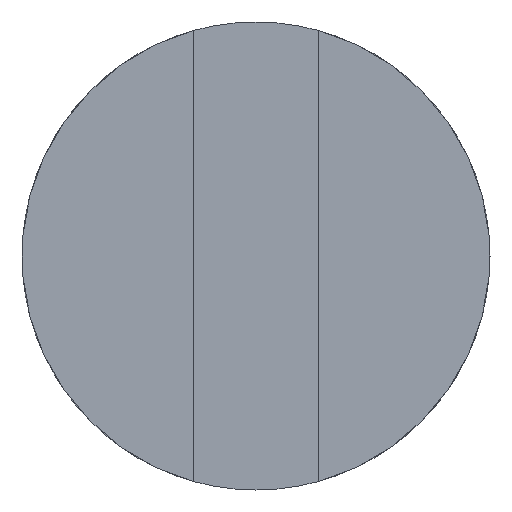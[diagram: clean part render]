
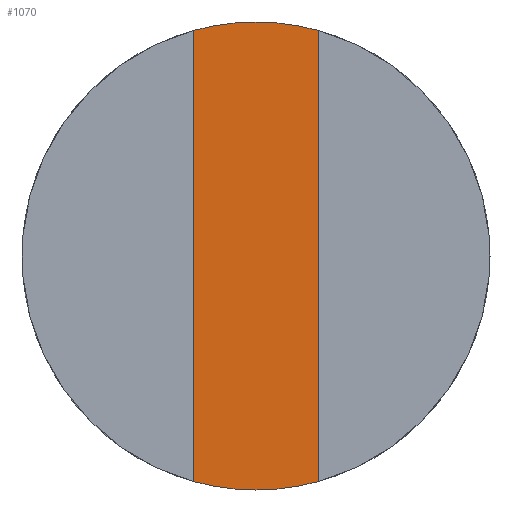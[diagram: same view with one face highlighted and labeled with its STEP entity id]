
A CAD part, left-side view. The second image highlights one B-rep face of the part: STEP entity #1070.
In plain terms, the highlighted planar face has unit normal (-1, 0, 0).
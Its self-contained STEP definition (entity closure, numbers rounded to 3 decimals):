
#4 = CIRCLE ( 'NONE', #1716, 1.505 ) ;
#148 = VECTOR ( 'NONE', #1362, 1000. ) ;
#152 = DIRECTION ( 'NONE',  ( 0., 0., 1. ) ) ;
#213 = CIRCLE ( 'NONE', #1250, 1.505 ) ;
#226 = ORIENTED_EDGE ( 'NONE', *, *, #559, .T. ) ;
#249 = AXIS2_PLACEMENT_3D ( 'NONE', #938, #775, #632 ) ;
#264 = CARTESIAN_POINT ( 'NONE',  ( 1.1, 0., 1.505 ) ) ;
#321 = CARTESIAN_POINT ( 'NONE',  ( 1.1, 0., 0. ) ) ;
#396 = EDGE_CURVE ( 'NONE', #920, #1500, #1515, .T. ) ;
#401 = ORIENTED_EDGE ( 'NONE', *, *, #471, .F. ) ;
#422 = VECTOR ( 'NONE', #2063, 1000. ) ;
#471 = EDGE_CURVE ( 'NONE', #1045, #841, #1233, .T. ) ;
#499 = CARTESIAN_POINT ( 'NONE',  ( 1.1, 0., 0. ) ) ;
#507 = EDGE_CURVE ( 'NONE', #920, #1122, #789, .T. ) ;
#559 = EDGE_CURVE ( 'NONE', #1045, #910, #1220, .T. ) ;
#632 = DIRECTION ( 'NONE',  ( 0., 0., 1. ) ) ;
#657 = CARTESIAN_POINT ( 'NONE',  ( 1.1, 0., 0. ) ) ;
#664 = PLANE ( 'NONE',  #1310 ) ;
#693 = CARTESIAN_POINT ( 'NONE',  ( 1.1, 0., -1.505 ) ) ;
#725 = CARTESIAN_POINT ( 'NONE',  ( 1.1, 0.4, -1.505 ) ) ;
#775 = DIRECTION ( 'NONE',  ( -1., 0., 0. ) ) ;
#789 = CIRCLE ( 'NONE', #249, 1.505 ) ;
#822 = ORIENTED_EDGE ( 'NONE', *, *, #1679, .T. ) ;
#841 = VERTEX_POINT ( 'NONE', #1993 ) ;
#852 = DIRECTION ( 'NONE',  ( -1., 0., 0. ) ) ;
#901 = ORIENTED_EDGE ( 'NONE', *, *, #507, .T. ) ;
#910 = VERTEX_POINT ( 'NONE', #264 ) ;
#920 = VERTEX_POINT ( 'NONE', #1557 ) ;
#938 = CARTESIAN_POINT ( 'NONE',  ( 1.1, 0., 0. ) ) ;
#1045 = VERTEX_POINT ( 'NONE', #1589 ) ;
#1070 = ADVANCED_FACE ( 'NONE', ( #2068 ), #664, .T. ) ;
#1076 = CARTESIAN_POINT ( 'NONE',  ( 1.1, -0.4, -1.505 ) ) ;
#1122 = VERTEX_POINT ( 'NONE', #693 ) ;
#1220 = CIRCLE ( 'NONE', #1390, 1.505 ) ;
#1233 = LINE ( 'NONE', #1076, #422 ) ;
#1250 = AXIS2_PLACEMENT_3D ( 'NONE', #321, #1561, #152 ) ;
#1292 = CARTESIAN_POINT ( 'NONE',  ( 1.1, 0.4, -1.505 ) ) ;
#1310 = AXIS2_PLACEMENT_3D ( 'NONE', #1292, #1913, #1632 ) ;
#1324 = EDGE_LOOP ( 'NONE', ( #1954, #901, #822, #401, #226, #1730 ) ) ;
#1362 = DIRECTION ( 'NONE',  ( 0., 0., 1. ) ) ;
#1390 = AXIS2_PLACEMENT_3D ( 'NONE', #499, #852, #1448 ) ;
#1448 = DIRECTION ( 'NONE',  ( 0., 0., 1. ) ) ;
#1500 = VERTEX_POINT ( 'NONE', #1788 ) ;
#1515 = LINE ( 'NONE', #725, #148 ) ;
#1557 = CARTESIAN_POINT ( 'NONE',  ( 1.1, 0.4, -1.451 ) ) ;
#1561 = DIRECTION ( 'NONE',  ( -1., 0., 0. ) ) ;
#1589 = CARTESIAN_POINT ( 'NONE',  ( 1.1, -0.4, 1.451 ) ) ;
#1613 = DIRECTION ( 'NONE',  ( 0., 0., 1. ) ) ;
#1632 = DIRECTION ( 'NONE',  ( 0., 0., 1. ) ) ;
#1679 = EDGE_CURVE ( 'NONE', #1122, #841, #213, .T. ) ;
#1716 = AXIS2_PLACEMENT_3D ( 'NONE', #657, #1939, #1613 ) ;
#1730 = ORIENTED_EDGE ( 'NONE', *, *, #1935, .T. ) ;
#1788 = CARTESIAN_POINT ( 'NONE',  ( 1.1, 0.4, 1.451 ) ) ;
#1913 = DIRECTION ( 'NONE',  ( -1., 0., 0. ) ) ;
#1935 = EDGE_CURVE ( 'NONE', #910, #1500, #4, .T. ) ;
#1939 = DIRECTION ( 'NONE',  ( -1., 0., 0. ) ) ;
#1954 = ORIENTED_EDGE ( 'NONE', *, *, #396, .F. ) ;
#1993 = CARTESIAN_POINT ( 'NONE',  ( 1.1, -0.4, -1.451 ) ) ;
#2063 = DIRECTION ( 'NONE',  ( 0., 0., -1. ) ) ;
#2068 = FACE_OUTER_BOUND ( 'NONE', #1324, .T. ) ;
